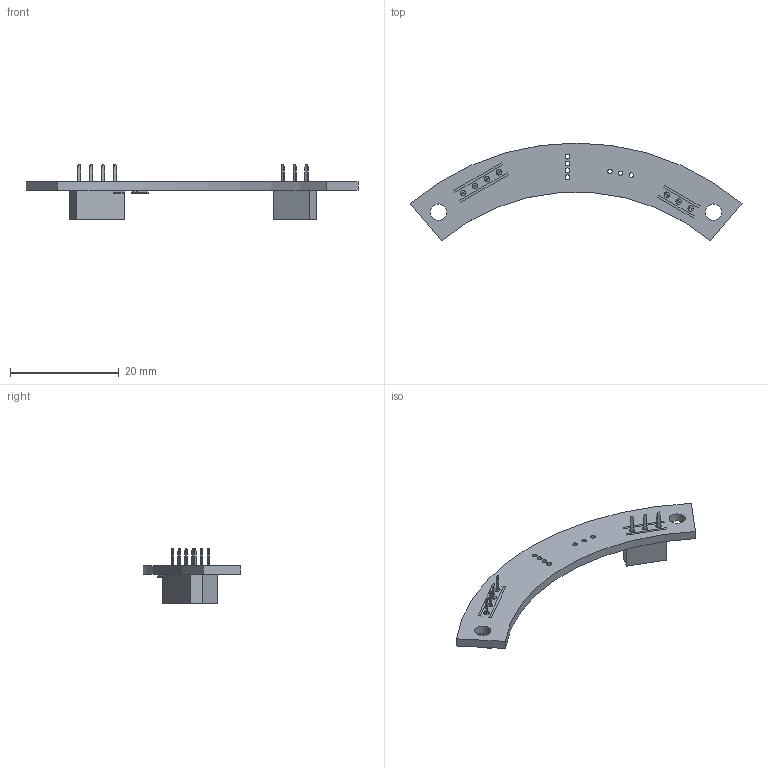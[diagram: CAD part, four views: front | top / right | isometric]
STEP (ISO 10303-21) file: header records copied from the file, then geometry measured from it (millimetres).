
FILE_DESCRIPTION(('KiCad electronic assembly'),'2;1');
FILE_NAME('Pcb_auxiliar.step','2023-12-04T16:08:46',('Pcbnew'),('Kicad') ,'Open CASCADE STEP processor 7.5','KiCad to STEP converter','Unknown' );
FILE_SCHEMA(('AUTOMOTIVE_DESIGN { 1 0 10303 214 1 1 1 1 }'));
Length unit declared in the file: millimetre
Products named in the file (8): Pcb_auxiliar 1; PinSocket_1x03_P2.54mm_Vertical; SOLID; PinSocket_1x04_P2.54mm_Vertical; R_0805_2012Metric; Pcb_auxiliar PCB
Assembly tree (9 placements, depth 3):
  Pcb_auxiliar 1
    PinSocket_1x03_P2.54mm_Vertical
      SOLID
    PinSocket_1x04_P2.54mm_Vertical
      SOLID
    R_0805_2012Metric  x3
      SOLID
    Pcb_auxiliar PCB
Bounding box: 61.06 x 18.01 x 10.1 mm (x, y, z)
Volume: 1127 mm3; surface area: 1933.2 mm2
Topology: 6 solids, 6 shells, 337 faces, 872 edges, 568 vertices
Faces by surface type: bspline 315, cylinder 18, plane 4
Full cylindrical faces by diameter (mm): 0.8 x3, 0.9 x4, 1 x7, 3 x2
Entity records: 18256 total; most frequent: CARTESIAN_POINT 6096, B_SPLINE_CURVE_WITH_KNOTS 1996, ORIENTED_EDGE 1472, PCURVE 1472, DEFINITIONAL_REPRESENTATION 1472, EDGE_CURVE 736, SURFACE_CURVE 720, VERTEX_POINT 480
